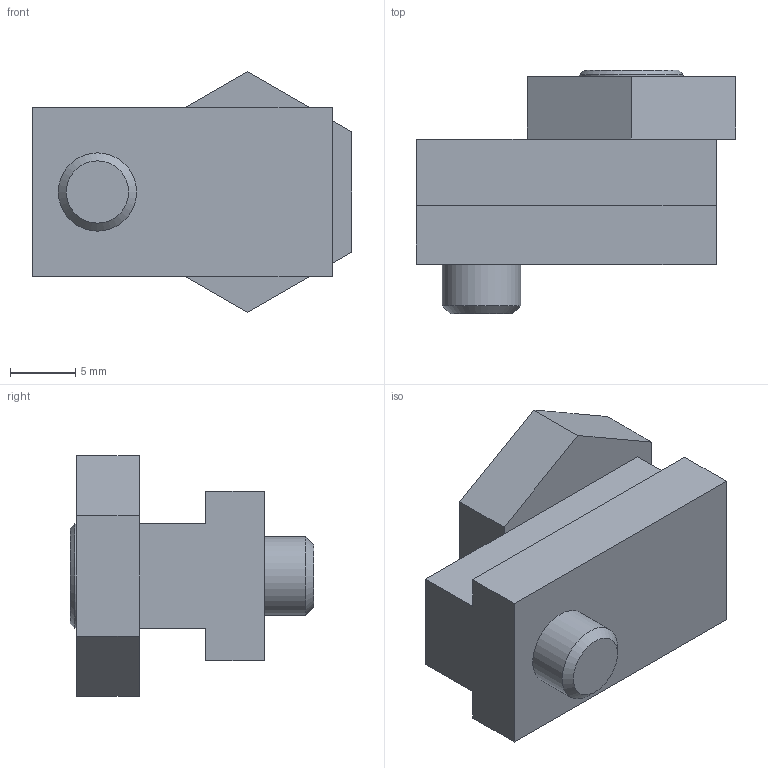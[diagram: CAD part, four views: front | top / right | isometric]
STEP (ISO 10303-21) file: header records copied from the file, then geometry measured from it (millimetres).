
FILE_DESCRIPTION( ( 'STEP AP214' ), '1' );
FILE_NAME( 'K0027.08.stp', '2020-11-24T15:06:20', ( '' ), ( '' ), ' ', 'PARTsolutions', ' ' );
FILE_SCHEMA( ( 'AUTOMOTIVE_DESIGN { 1 0 10303 214 1 1 1 1 }' ) );
Length unit declared in the file: millimetre
Products named in the file (1): _K0027.08
Bounding box: 24.5 x 18.7 x 18.48 mm (x, y, z)
Volume: 3352.2 mm3; surface area: 1896.7 mm2
Topology: 1 solids, 1 shells, 42 faces, 100 edges, 65 vertices
Faces by surface type: plane 35, cone 4, cylinder 3
Full cylindrical faces by diameter (mm): 4.917 x1, 6 x1, 8 x1
Entity records: 1502 total; most frequent: CARTESIAN_POINT 199, DIRECTION 188, ORIENTED_EDGE 184, EDGE_CURVE 92, LINE 82, VECTOR 82, VERTEX_POINT 64, EDGE_LOOP 54
